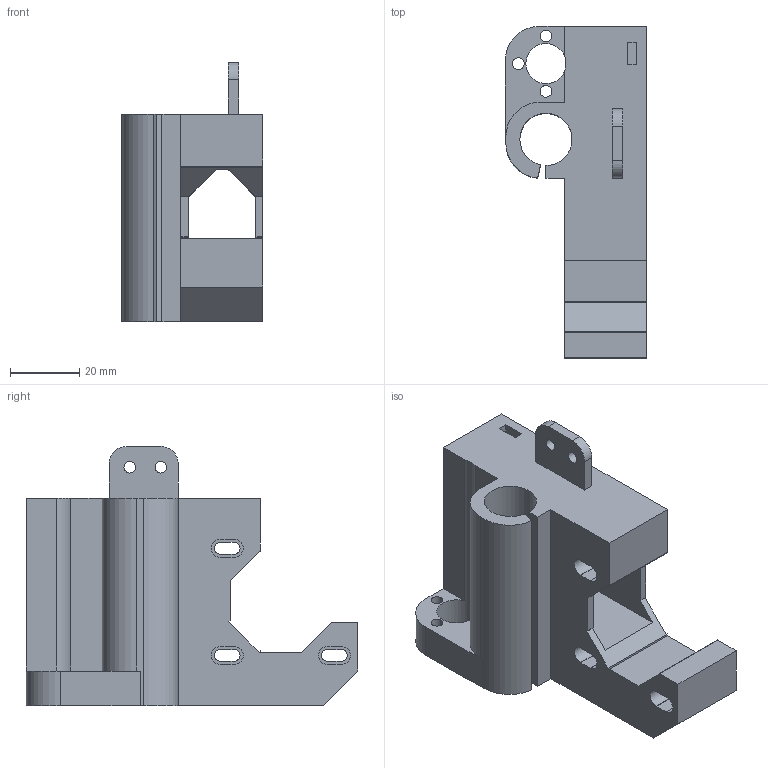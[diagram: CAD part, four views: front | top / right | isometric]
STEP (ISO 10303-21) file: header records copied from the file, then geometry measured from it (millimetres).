
FILE_DESCRIPTION(('FreeCAD Model'),'2;1');
FILE_NAME('01_AL_X_Idler_Left_FrontPulle01_y.step','2019-07-01T22:38:56',('Author'),(''), 'Open CASCADE STEP processor 7.2','FreeCAD','Unknown');
FILE_SCHEMA(('AUTOMOTIVE_DESIGN { 1 0 10303 214 1 1 1 1 }'));
Length unit declared in the file: millimetre
Products named in the file (1): EXPORT_AL_X_Idler_Left_FrontPulley
Bounding box: 41 x 96 x 75 mm (x, y, z)
Volume: 82880.5 mm3; surface area: 31462.1 mm2
Topology: 1 solids, 1 shells, 117 faces, 349 edges, 240 vertices
Faces by surface type: plane 85, cylinder 32
Full cylindrical faces by diameter (mm): 3.3 x4, 3.4 x5, 8.3 x2, 10 x2, 11.6 x1
Entity records: 9017 total; most frequent: CARTESIAN_POINT 2312, DIRECTION 1139, ORIENTED_EDGE 698, PCURVE 698, DEFINITIONAL_REPRESENTATION 698, LINE 642, VECTOR 642, EDGE_CURVE 349
